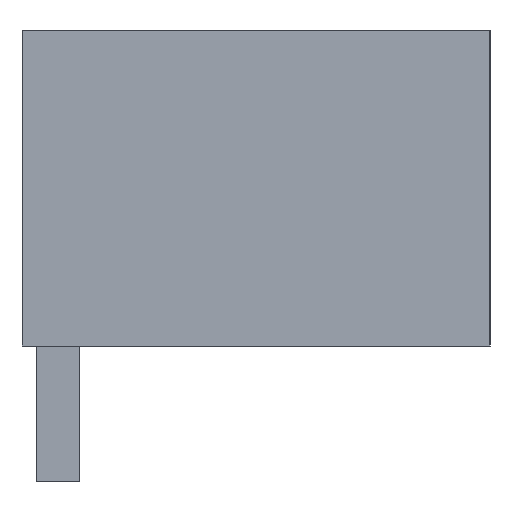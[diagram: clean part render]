
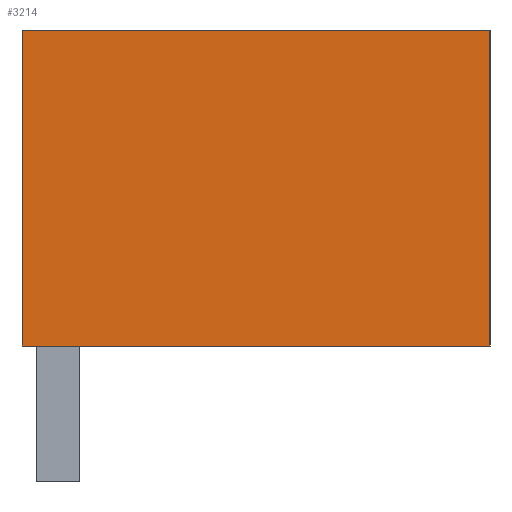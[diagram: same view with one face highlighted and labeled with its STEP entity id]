
A CAD part, left-side view. The second image highlights one B-rep face of the part: STEP entity #3214.
In plain terms, the highlighted planar face has unit normal (-1, 0, 0).
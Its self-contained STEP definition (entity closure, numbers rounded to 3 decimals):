
#3201=AXIS2_PLACEMENT_3D('Plane Axis2P3D',#3198,#3199,#3200) ;
#1130=CARTESIAN_POINT('Vertex',(0.,11.05,3.2)) ;
#1133=CARTESIAN_POINT('Line Origine',(0.,11.05,6.925)) ;
#1137=CARTESIAN_POINT('Vertex',(0.,11.05,10.65)) ;
#1359=CARTESIAN_POINT('Line Origine',(0.,5.525,3.2)) ;
#1363=CARTESIAN_POINT('Vertex',(0.,0.,3.2)) ;
#2691=CARTESIAN_POINT('Line Origine',(0.,5.525,10.65)) ;
#2695=CARTESIAN_POINT('Vertex',(0.,0.,10.65)) ;
#3198=CARTESIAN_POINT('Axis2P3D Location',(0.,-2.377,0.)) ;
#3203=CARTESIAN_POINT('Line Origine',(0.,0.,6.925)) ;
#1134=DIRECTION('Vector Direction',(0.,0.,-1.)) ;
#1360=DIRECTION('Vector Direction',(0.,1.,0.)) ;
#2692=DIRECTION('Vector Direction',(0.,-1.,0.)) ;
#3199=DIRECTION('Axis2P3D Direction',(1.,-0.,0.)) ;
#3200=DIRECTION('Axis2P3D XDirection',(0.,1.,0.)) ;
#3204=DIRECTION('Vector Direction',(0.,0.,1.)) ;
#1135=VECTOR('Line Direction',#1134,1.) ;
#1361=VECTOR('Line Direction',#1360,1.) ;
#2693=VECTOR('Line Direction',#2692,1.) ;
#3205=VECTOR('Line Direction',#3204,1.) ;
#3209=ORIENTED_EDGE('',*,*,#2697,.F.) ;
#3210=ORIENTED_EDGE('',*,*,#1139,.T.) ;
#3211=ORIENTED_EDGE('',*,*,#1365,.F.) ;
#3212=ORIENTED_EDGE('',*,*,#3207,.T.) ;
#3214=ADVANCED_FACE('HOUSING',(#3213),#3202,.F.) ;
#1139=EDGE_CURVE('',#1138,#1131,#1136,.T.) ;
#1365=EDGE_CURVE('',#1364,#1131,#1362,.T.) ;
#2697=EDGE_CURVE('',#1138,#2696,#2694,.T.) ;
#3207=EDGE_CURVE('',#1364,#2696,#3206,.T.) ;
#3208=EDGE_LOOP('',(#3209,#3210,#3211,#3212)) ;
#3213=FACE_OUTER_BOUND('',#3208,.T.) ;
#1136=LINE('Line',#1133,#1135) ;
#1362=LINE('Line',#1359,#1361) ;
#2694=LINE('Line',#2691,#2693) ;
#3206=LINE('Line',#3203,#3205) ;
#3202=PLANE('',#3201) ;
#1131=VERTEX_POINT('',#1130) ;
#1138=VERTEX_POINT('',#1137) ;
#1364=VERTEX_POINT('',#1363) ;
#2696=VERTEX_POINT('',#2695) ;
